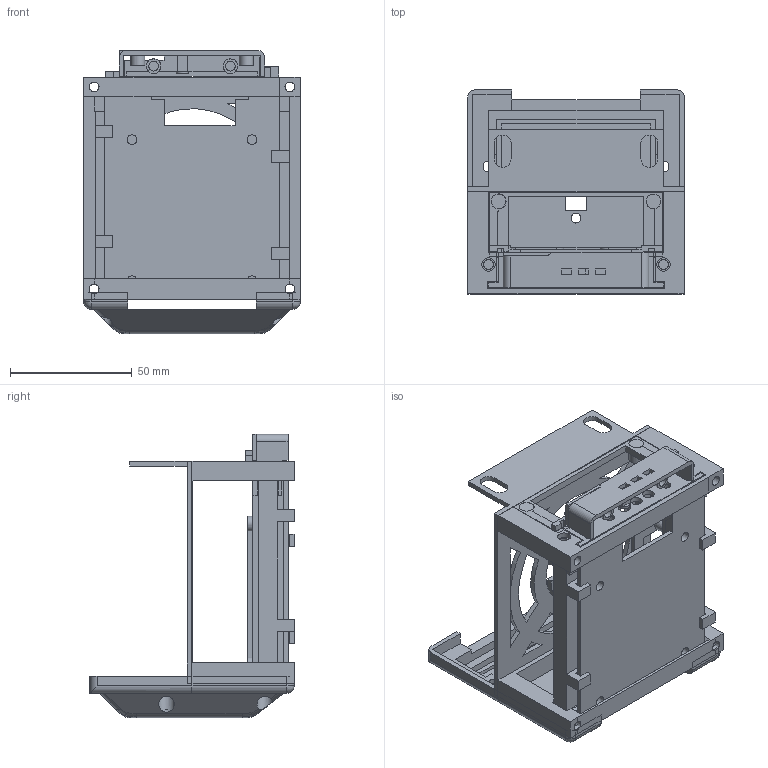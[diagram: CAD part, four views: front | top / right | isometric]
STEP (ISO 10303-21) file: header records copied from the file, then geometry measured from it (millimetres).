
FILE_DESCRIPTION(/* description */ (''),/* implementation_level */ '2;1');
FILE_NAME(/* name */ 'Extensible_PI_Cluster.step',/* time_stamp */ '2021-05-10T21:00:03+02:00',/* author */ (''),/* organization */ (''),/* preprocessor_version */ 'ST-DEVELOPER v18.1',/* originating_system */ 'Autodesk Translation Framework v10.6.0.1341',/* authorisation */ '');
FILE_SCHEMA (('AUTOMOTIVE_DESIGN { 1 0 10303 214 3 1 1 }'));
Length unit declared in the file: millimetre
Products named in the file (12): pi_holder; pi-tray; fan holder; connecting rods; housing backplate; front-bezel; bracket; backplane cover; front-bezel-lightpipe-holder; light-pipe; front-plate; housing frontplate
Assembly tree (11 placements, depth 3):
  pi_holder
    pi-tray
    fan holder
    connecting rods
    housing backplate
      front-bezel
    bracket
    backplane cover
    front-bezel-lightpipe-holder
    light-pipe
    front-plate
    housing frontplate
Bounding box: 89 x 84 x 116.5 mm (x, y, z)
Volume: 92937.4 mm3; surface area: 91256.9 mm2
Topology: 17 solids, 18 shells, 700 faces, 1874 edges, 1216 vertices
Faces by surface type: plane 527, cylinder 144, bspline 24, sphere 3, cone 2
Full cylindrical faces by diameter (mm): 3.8 x4, 4 x45, 4.2 x10, 4.5 x2, 4.9 x4, 5.5 x3, 5.8 x2, 6 x6, 6.5 x3, 23.284 x1, 33 x1
Entity records: 25813 total; most frequent: CARTESIAN_POINT 7662, ORIENTED_EDGE 3720, DIRECTION 3540, EDGE_CURVE 1858, LINE 1478, VECTOR 1478, VERTEX_POINT 1208, AXIS2_PLACEMENT_3D 1031
